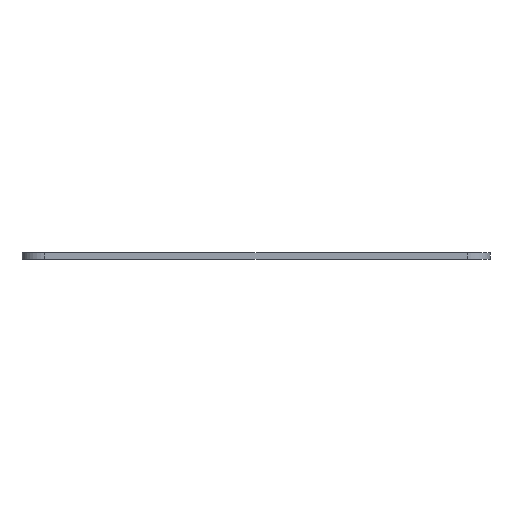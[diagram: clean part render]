
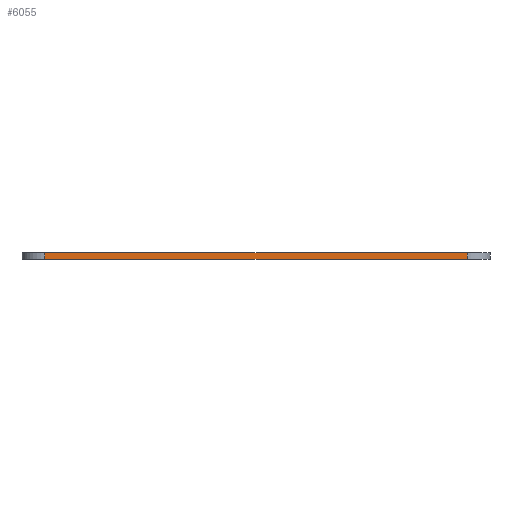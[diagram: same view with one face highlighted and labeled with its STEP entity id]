
A CAD part, left-side view. The second image highlights one B-rep face of the part: STEP entity #6055.
In plain terms, the highlighted planar face has unit normal (-1, 0, 0).
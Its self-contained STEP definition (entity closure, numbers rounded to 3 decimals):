
#685=PLANE('',#6257);
#1002=FACE_OUTER_BOUND('',#1352,.T.);
#1352=EDGE_LOOP('',(#5627,#5628,#5629,#5630));
#1375=LINE('',#7176,#1900);
#1379=LINE('',#7185,#1904);
#1488=LINE('',#8135,#2013);
#1891=LINE('',#11758,#2416);
#1900=VECTOR('',#6273,10.);
#1904=VECTOR('',#6281,10.);
#2013=VECTOR('',#6432,10.);
#2416=VECTOR('',#7147,10.);
#2460=VERTEX_POINT('',#7169);
#2463=VERTEX_POINT('',#7174);
#2466=VERTEX_POINT('',#7184);
#2706=VERTEX_POINT('',#8134);
#3057=EDGE_CURVE('',#2463,#2460,#1375,.T.);
#3061=EDGE_CURVE('',#2460,#2466,#1379,.T.);
#3304=EDGE_CURVE('',#2466,#2706,#1488,.T.);
#3937=EDGE_CURVE('',#2463,#2706,#1891,.T.);
#5627=ORIENTED_EDGE('',*,*,#3057,.F.);
#5628=ORIENTED_EDGE('',*,*,#3937,.T.);
#5629=ORIENTED_EDGE('',*,*,#3304,.F.);
#5630=ORIENTED_EDGE('',*,*,#3061,.F.);
#6055=ADVANCED_FACE('',(#1002),#685,.T.);
#6257=AXIS2_PLACEMENT_3D('',#11757,#7145,#7146);
#6273=DIRECTION('',(0.,0.,1.));
#6281=DIRECTION('',(0.,-1.,0.));
#6432=DIRECTION('',(0.,0.,-1.));
#7145=DIRECTION('center_axis',(-1.,0.,0.));
#7146=DIRECTION('ref_axis',(0.,-1.,0.));
#7147=DIRECTION('',(0.,-1.,0.));
#7169=CARTESIAN_POINT('',(105.502,46.691,1.5));
#7174=CARTESIAN_POINT('',(105.502,46.691,0.));
#7176=CARTESIAN_POINT('',(105.502,46.691,0.));
#7184=CARTESIAN_POINT('',(105.502,-46.709,1.5));
#7185=CARTESIAN_POINT('',(105.502,51.691,1.5));
#8134=CARTESIAN_POINT('',(105.502,-46.709,0.));
#8135=CARTESIAN_POINT('',(105.502,-46.709,0.));
#11757=CARTESIAN_POINT('Origin',(105.502,51.691,0.));
#11758=CARTESIAN_POINT('',(105.502,51.691,0.));
